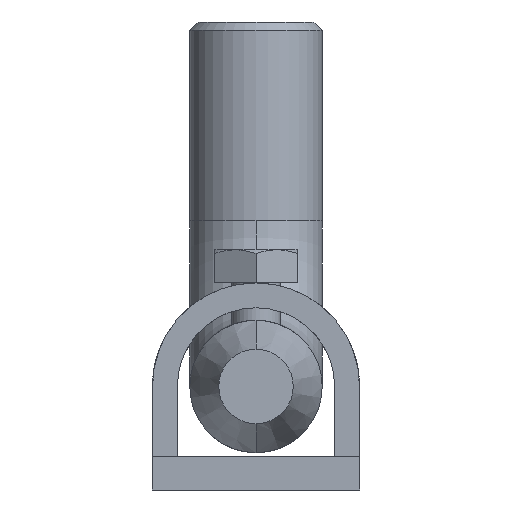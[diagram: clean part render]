
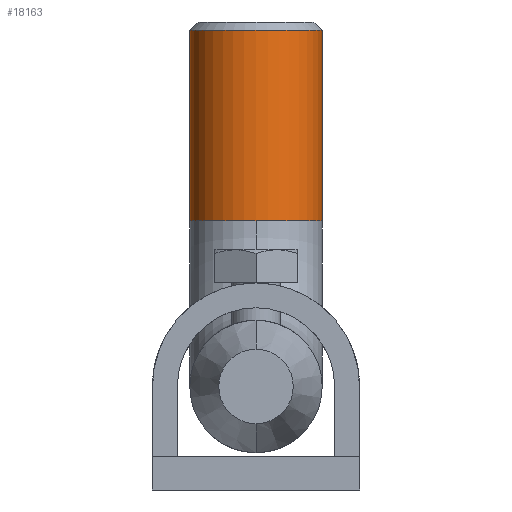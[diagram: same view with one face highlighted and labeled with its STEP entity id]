
A CAD part, front view. The second image highlights one B-rep face of the part: STEP entity #18163.
In plain terms, the highlighted cylindrical face has radius 8 mm (diameter 16 mm), a partial arc.
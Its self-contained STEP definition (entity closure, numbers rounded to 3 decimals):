
#343 = VERTEX_POINT ( 'NONE', #5791 ) ;
#1017 = DIRECTION ( 'NONE',  ( 1., 0., 0. ) ) ;
#1610 = EDGE_CURVE ( 'NONE', #4997, #5285, #16674, .T. ) ;
#2121 = CARTESIAN_POINT ( 'NONE',  ( 0., 184., 20. ) ) ;
#2178 = EDGE_CURVE ( 'NONE', #10902, #343, #15554, .T. ) ;
#2474 = ORIENTED_EDGE ( 'NONE', *, *, #4476, .T. ) ;
#2618 = DIRECTION ( 'NONE',  ( 0., 0., 1. ) ) ;
#3539 = DIRECTION ( 'NONE',  ( 0., 0., 1. ) ) ;
#3582 = EDGE_LOOP ( 'NONE', ( #12546, #15858, #2474, #18834, #12046 ) ) ;
#3938 = VECTOR ( 'NONE', #6742, 1000. ) ;
#4476 = EDGE_CURVE ( 'NONE', #14896, #4997, #6614, .T. ) ;
#4997 = VERTEX_POINT ( 'NONE', #11509 ) ;
#5285 = VERTEX_POINT ( 'NONE', #7136 ) ;
#5298 = DIRECTION ( 'NONE',  ( 1., 0., 0. ) ) ;
#5791 = CARTESIAN_POINT ( 'NONE',  ( -8., 192., 43. ) ) ;
#6280 = CYLINDRICAL_SURFACE ( 'NONE', #7291, 8. ) ;
#6614 = CIRCLE ( 'NONE', #9332, 8. ) ;
#6742 = DIRECTION ( 'NONE',  ( 0., 0., 1. ) ) ;
#6808 = CARTESIAN_POINT ( 'NONE',  ( 0., 192., 20. ) ) ;
#6980 = CARTESIAN_POINT ( 'NONE',  ( 0., 192., 43. ) ) ;
#7136 = CARTESIAN_POINT ( 'NONE',  ( 8., 192., 43. ) ) ;
#7291 = AXIS2_PLACEMENT_3D ( 'NONE', #11099, #16732, #5298 ) ;
#7328 = CARTESIAN_POINT ( 'NONE',  ( 0., 192., 20. ) ) ;
#9332 = AXIS2_PLACEMENT_3D ( 'NONE', #7328, #13198, #18795 ) ;
#9653 = EDGE_CURVE ( 'NONE', #5285, #343, #18677, .T. ) ;
#9691 = DIRECTION ( 'NONE',  ( 0., -1., 0. ) ) ;
#9881 = DIRECTION ( 'NONE',  ( 0., 0., -1. ) ) ;
#10902 = VERTEX_POINT ( 'NONE', #16837 ) ;
#11099 = CARTESIAN_POINT ( 'NONE',  ( 0., 192., 20. ) ) ;
#11248 = AXIS2_PLACEMENT_3D ( 'NONE', #6980, #9881, #1017 ) ;
#11509 = CARTESIAN_POINT ( 'NONE',  ( 8., 192., 20. ) ) ;
#12002 = AXIS2_PLACEMENT_3D ( 'NONE', #6808, #2618, #9691 ) ;
#12046 = ORIENTED_EDGE ( 'NONE', *, *, #9653, .T. ) ;
#12373 = EDGE_CURVE ( 'NONE', #10902, #14896, #12543, .T. ) ;
#12385 = VECTOR ( 'NONE', #3539, 1000. ) ;
#12404 = CARTESIAN_POINT ( 'NONE',  ( 8., 192., 20. ) ) ;
#12543 = CIRCLE ( 'NONE', #12002, 8. ) ;
#12546 = ORIENTED_EDGE ( 'NONE', *, *, #2178, .F. ) ;
#13198 = DIRECTION ( 'NONE',  ( 0., 0., 1. ) ) ;
#13829 = FACE_OUTER_BOUND ( 'NONE', #3582, .T. ) ;
#14896 = VERTEX_POINT ( 'NONE', #2121 ) ;
#15474 = CARTESIAN_POINT ( 'NONE',  ( -8., 192., 20. ) ) ;
#15554 = LINE ( 'NONE', #15474, #3938 ) ;
#15858 = ORIENTED_EDGE ( 'NONE', *, *, #12373, .T. ) ;
#16674 = LINE ( 'NONE', #12404, #12385 ) ;
#16732 = DIRECTION ( 'NONE',  ( 0., 0., 1. ) ) ;
#16837 = CARTESIAN_POINT ( 'NONE',  ( -8., 192., 20. ) ) ;
#18163 = ADVANCED_FACE ( 'NONE', ( #13829 ), #6280, .T. ) ;
#18677 = CIRCLE ( 'NONE', #11248, 8. ) ;
#18795 = DIRECTION ( 'NONE',  ( 0., -1., 0. ) ) ;
#18834 = ORIENTED_EDGE ( 'NONE', *, *, #1610, .T. ) ;
